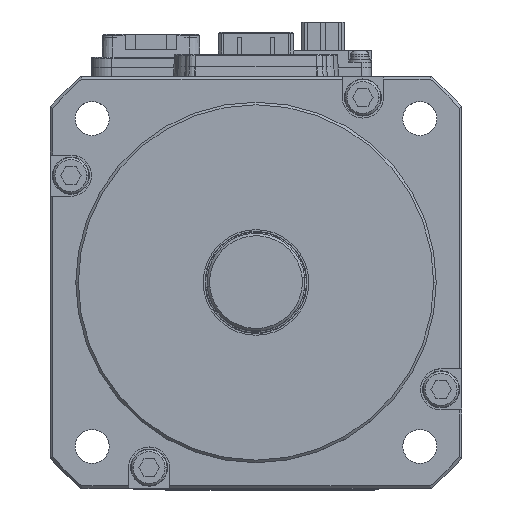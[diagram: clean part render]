
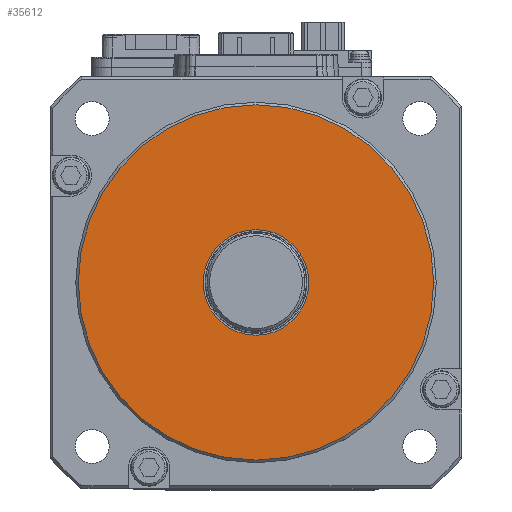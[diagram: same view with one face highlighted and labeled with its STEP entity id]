
A CAD part, top view. The second image highlights one B-rep face of the part: STEP entity #35612.
In plain terms, the highlighted planar face has unit normal (0, 0, 1).
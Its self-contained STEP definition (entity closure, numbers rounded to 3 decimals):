
#6774 = CARTESIAN_POINT ( 'NONE',  ( 0., 0., 59.5 ) ) ;
#6781 = DIRECTION ( 'NONE',  ( 0., 0., 1. ) ) ;
#6804 = DIRECTION ( 'NONE',  ( 1., 0., 0. ) ) ;
#7005 = DIRECTION ( 'NONE',  ( 0., 0., 1. ) ) ;
#7016 = CARTESIAN_POINT ( 'NONE',  ( 0., 0., 59.5 ) ) ;
#7090 = DIRECTION ( 'NONE',  ( 1., 0., 0. ) ) ;
#7655 = EDGE_CURVE ( 'NONE', #65159, #65093, #42686, .T. ) ;
#7728 = EDGE_CURVE ( 'NONE', #65168, #65183, #40137, .T. ) ;
#8340 = EDGE_CURVE ( 'NONE', #65093, #65159, #40351, .T. ) ;
#8412 = EDGE_CURVE ( 'NONE', #65183, #65168, #40269, .T. ) ;
#20423 = DIRECTION ( 'NONE',  ( 0., 0., 1. ) ) ;
#20474 = DIRECTION ( 'NONE',  ( 1., 0., 0. ) ) ;
#20497 = CARTESIAN_POINT ( 'NONE',  ( 0., 0., 59.5 ) ) ;
#20605 = CARTESIAN_POINT ( 'NONE',  ( 0., 0., 59.5 ) ) ;
#20647 = DIRECTION ( 'NONE',  ( 0., 0., 1. ) ) ;
#20654 = DIRECTION ( 'NONE',  ( 1., 0., 0. ) ) ;
#29775 = EDGE_LOOP ( 'NONE', ( #63752, #63719 ) ) ;
#29817 = EDGE_LOOP ( 'NONE', ( #63754, #63763 ) ) ;
#35612 = ADVANCED_FACE ( 'NONE', ( #52057, #52061 ), #52055, .T. ) ;
#40137 = CIRCLE ( 'NONE', #40187, 34.5 ) ;
#40187 = AXIS2_PLACEMENT_3D ( 'NONE', #7016, #7005, #7090 ) ;
#40269 = CIRCLE ( 'NONE', #40382, 34.5 ) ;
#40351 = CIRCLE ( 'NONE', #40364, 10.25 ) ;
#40364 = AXIS2_PLACEMENT_3D ( 'NONE', #20497, #20423, #20474 ) ;
#40382 = AXIS2_PLACEMENT_3D ( 'NONE', #20605, #20647, #20654 ) ;
#42502 = AXIS2_PLACEMENT_3D ( 'NONE', #6774, #6781, #6804 ) ;
#42686 = CIRCLE ( 'NONE', #42502, 10.25 ) ;
#51245 = DIRECTION ( 'NONE',  ( 1., 0., 0. ) ) ;
#51248 = DIRECTION ( 'NONE',  ( 0., 0., 1. ) ) ;
#51276 = CARTESIAN_POINT ( 'NONE',  ( 0., 0., 59.5 ) ) ;
#52055 = PLANE ( 'NONE',  #52397 ) ;
#52057 = FACE_OUTER_BOUND ( 'NONE', #29817, .T. ) ;
#52061 = FACE_BOUND ( 'NONE', #29775, .T. ) ;
#52397 = AXIS2_PLACEMENT_3D ( 'NONE', #51276, #51248, #51245 ) ;
#63719 = ORIENTED_EDGE ( 'NONE', *, *, #8340, .F. ) ;
#63752 = ORIENTED_EDGE ( 'NONE', *, *, #7655, .F. ) ;
#63754 = ORIENTED_EDGE ( 'NONE', *, *, #8412, .T. ) ;
#63763 = ORIENTED_EDGE ( 'NONE', *, *, #7728, .T. ) ;
#65093 = VERTEX_POINT ( 'NONE', #94400 ) ;
#65159 = VERTEX_POINT ( 'NONE', #94359 ) ;
#65168 = VERTEX_POINT ( 'NONE', #94417 ) ;
#65183 = VERTEX_POINT ( 'NONE', #94469 ) ;
#94359 = CARTESIAN_POINT ( 'NONE',  ( -10.25, 0., 59.5 ) ) ;
#94400 = CARTESIAN_POINT ( 'NONE',  ( 10.25, 0., 59.5 ) ) ;
#94417 = CARTESIAN_POINT ( 'NONE',  ( 34.5, 0., 59.5 ) ) ;
#94469 = CARTESIAN_POINT ( 'NONE',  ( -34.5, 0., 59.5 ) ) ;
